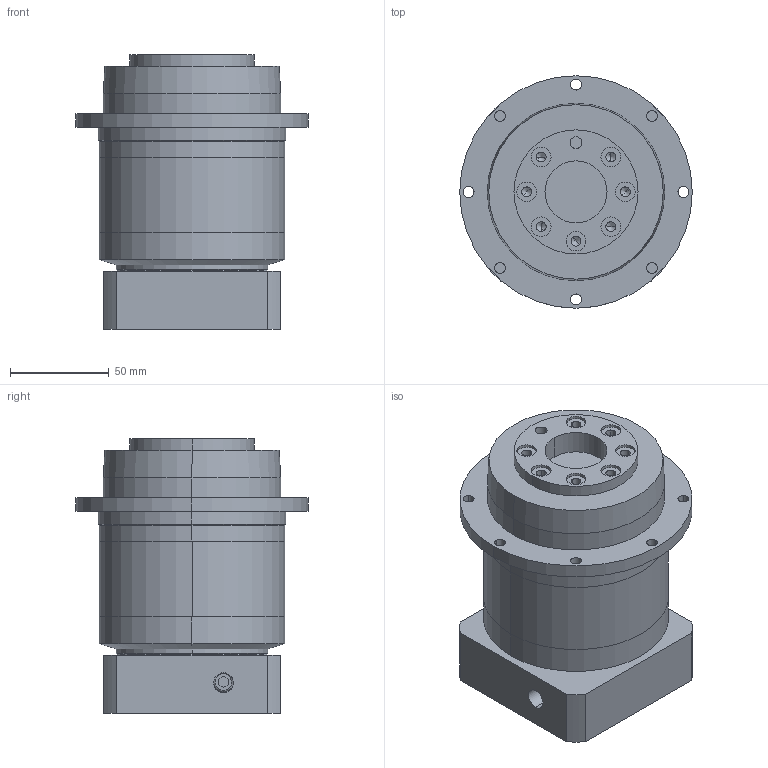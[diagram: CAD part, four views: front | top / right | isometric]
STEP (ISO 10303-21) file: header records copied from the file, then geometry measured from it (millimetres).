
FILE_DESCRIPTION (( 'STEP AP203' ), '1' );
FILE_NAME ('GPD090-L2-(14-73-□69.6-M5).STEP', '2022-05-25T03:20:28', ( '微软用户' ), ( '微软中国' ), 'SwSTEP 2.0', 'SolidWorks 2018', '' );
FILE_SCHEMA (( 'CONFIG_CONTROL_DESIGN' ));
Length unit declared in the file: millimetre
Products named in the file (1): GPD090-L2-(14-73-¡õ69.6-M5)
Bounding box: 118 x 118 x 139.5 mm (x, y, z)
Volume: 875121.3 mm3; surface area: 126346.3 mm2
Topology: 4 solids, 4 shells, 320 faces, 774 edges, 487 vertices
Faces by surface type: cylinder 150, plane 120, cone 34, torus 16
Entity records: 9704 total; most frequent: CARTESIAN_POINT 1917, DIRECTION 1727, ORIENTED_EDGE 1504, EDGE_CURVE 752, AXIS2_PLACEMENT_3D 675, VERTEX_POINT 487, EDGE_LOOP 393, VECTOR 377
